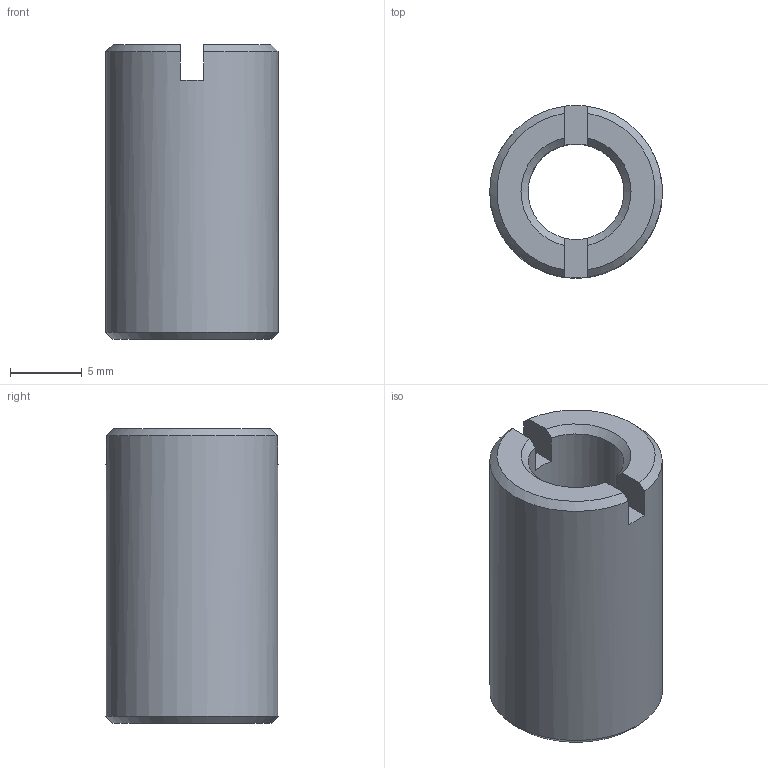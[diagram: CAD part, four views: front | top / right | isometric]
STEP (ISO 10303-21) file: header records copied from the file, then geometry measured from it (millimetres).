
FILE_DESCRIPTION(/* description */ ('Boccola di riduzione M12-M8 lungh. 20 mm'),/* implementation_level */ '2;1');
FILE_NAME(/* name */ 'B51-12-08.stp',/* time_stamp */ '2023-07-10T07:24:33+02:00',/* author */ ('maritza.dallavecchia'),/* organization */ (''),/* preprocessor_version */ 'ST-DEVELOPER v18.1',/* originating_system */ 'Autodesk Inventor 2021',/* authorisation */ '');
FILE_SCHEMA (('AUTOMOTIVE_DESIGN { 1 0 10303 214 3 1 1 }'));
Length unit declared in the file: millimetre
Products named in the file (1): B51-12-08
Bounding box: 12 x 12 x 20.5 mm (x, y, z)
Volume: 1571.8 mm3; surface area: 1335.4 mm2
Topology: 1 solids, 1 shells, 17 faces, 47 edges, 31 vertices
Faces by surface type: plane 9, cone 6, cylinder 2
Full cylindrical faces by diameter (mm): 6.647 x1, 12 x1
Entity records: 589 total; most frequent: CARTESIAN_POINT 112, ORIENTED_EDGE 94, DIRECTION 94, EDGE_CURVE 47, AXIS2_PLACEMENT_3D 37, VERTEX_POINT 31, LINE 20, VECTOR 20
